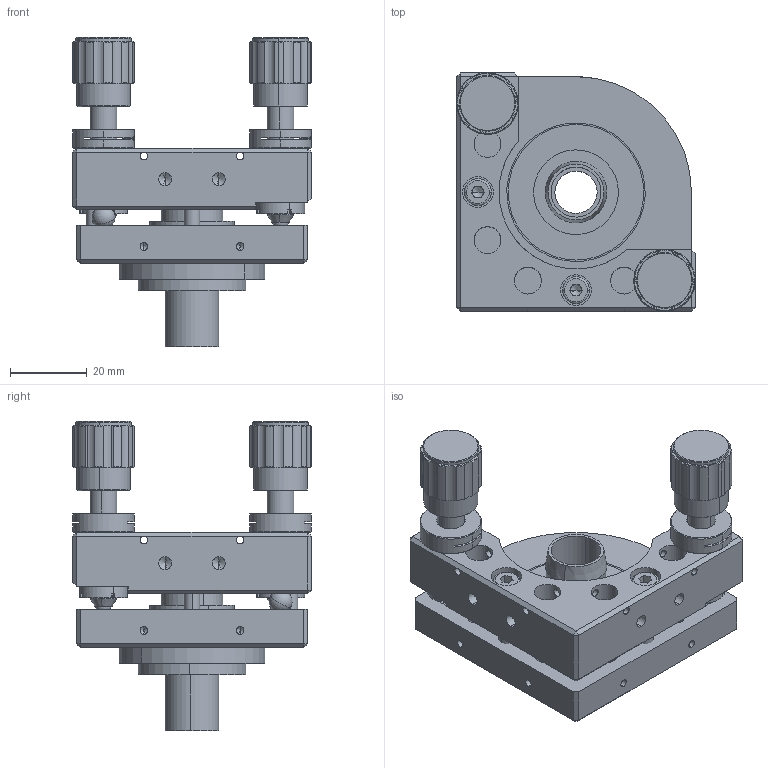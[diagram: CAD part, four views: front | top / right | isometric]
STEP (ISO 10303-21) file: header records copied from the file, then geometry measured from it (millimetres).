
FILE_DESCRIPTION (( 'STEP AP203' ), '1' );
FILE_NAME ('LM20-2B(2).STEP', '2022-07-18T06:31:07', ( '' ), ( '' ), 'SwSTEP 2.0', 'SolidWorks 2021', '' );
FILE_SCHEMA (( 'CONFIG_CONTROL_DESIGN' ));
Length unit declared in the file: millimetre
Products named in the file (1): LM20-2B(2)
Bounding box: 62 x 62 x 80.3 mm (x, y, z)
Volume: 69404.5 mm3; surface area: 39530.2 mm2
Topology: 26 solids, 26 shells, 774 faces, 1961 edges, 1231 vertices
Faces by surface type: plane 370, cylinder 249, cone 145, sphere 6, torus 4
Entity records: 23800 total; most frequent: CARTESIAN_POINT 5051, DIRECTION 3965, ORIENTED_EDGE 3808, EDGE_CURVE 1904, AXIS2_PLACEMENT_3D 1438, VERTEX_POINT 1222, VECTOR 1089, LINE 1089
